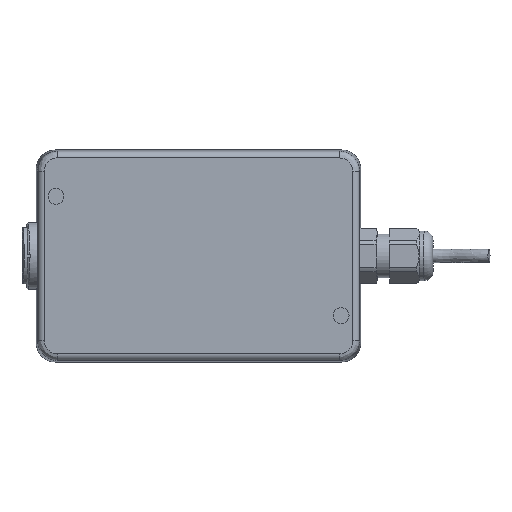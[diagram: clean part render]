
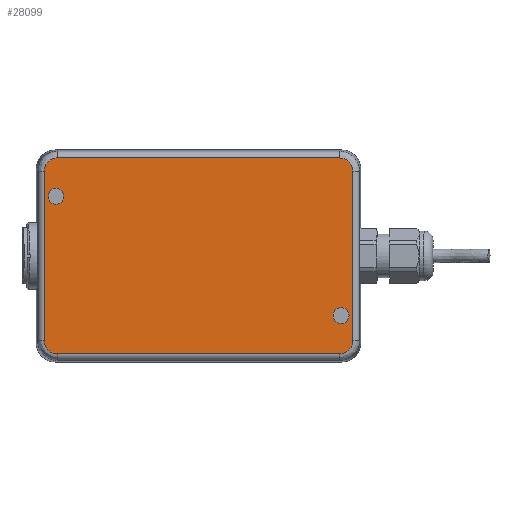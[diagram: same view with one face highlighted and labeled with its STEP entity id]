
A CAD part, top view. The second image highlights one B-rep face of the part: STEP entity #28099.
In plain terms, the highlighted planar face has unit normal (0, 0, 1).
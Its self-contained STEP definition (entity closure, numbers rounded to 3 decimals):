
#709=PLANE('',#29906);
#1604=ELLIPSE('',#29885,4.002,4.);
#1605=ELLIPSE('',#29887,4.002,4.);
#1608=ELLIPSE('',#29895,4.002,4.);
#1609=ELLIPSE('',#29897,4.002,4.);
#2150=LINE('',#40293,#4771);
#2152=LINE('',#40429,#4773);
#2153=LINE('',#40434,#4774);
#2155=LINE('',#40567,#4776);
#4771=VECTOR('',#32409,51.085);
#4773=VECTOR('',#32427,85.085);
#4774=VECTOR('',#32432,85.085);
#4776=VECTOR('',#32448,51.085);
#7554=FACE_BOUND('',#9579,.T.);
#7555=FACE_BOUND('',#9580,.T.);
#7944=FACE_OUTER_BOUND('',#9578,.T.);
#9578=EDGE_LOOP('',(#19108,#19109,#19110,#19111,#19112,#19113,#19114,#19115));
#9579=EDGE_LOOP('',(#19116));
#9580=EDGE_LOOP('',(#19117));
#11336=CIRCLE('',#29833,2.4);
#11340=CIRCLE('',#29839,2.4);
#11980=VERTEX_POINT('',#40142);
#11984=VERTEX_POINT('',#40152);
#12024=VERTEX_POINT('',#40286);
#12027=VERTEX_POINT('',#40291);
#12028=VERTEX_POINT('',#40354);
#12031=VERTEX_POINT('',#40420);
#12032=VERTEX_POINT('',#40425);
#12035=VERTEX_POINT('',#40432);
#12036=VERTEX_POINT('',#40496);
#12039=VERTEX_POINT('',#40562);
#14741=EDGE_CURVE('',#11980,#11980,#11336,.T.);
#14745=EDGE_CURVE('',#11984,#11984,#11340,.T.);
#14790=EDGE_CURVE('',#12027,#12024,#2150,.T.);
#14793=EDGE_CURVE('',#12024,#12028,#1604,.T.);
#14795=EDGE_CURVE('',#12031,#12027,#1605,.T.);
#14799=EDGE_CURVE('',#12028,#12032,#2152,.T.);
#14801=EDGE_CURVE('',#12035,#12031,#2153,.T.);
#14805=EDGE_CURVE('',#12032,#12036,#1608,.T.);
#14807=EDGE_CURVE('',#12039,#12035,#1609,.T.);
#14809=EDGE_CURVE('',#12036,#12039,#2155,.T.);
#19108=ORIENTED_EDGE('',*,*,#14790,.F.);
#19109=ORIENTED_EDGE('',*,*,#14795,.F.);
#19110=ORIENTED_EDGE('',*,*,#14801,.F.);
#19111=ORIENTED_EDGE('',*,*,#14807,.F.);
#19112=ORIENTED_EDGE('',*,*,#14809,.F.);
#19113=ORIENTED_EDGE('',*,*,#14805,.F.);
#19114=ORIENTED_EDGE('',*,*,#14799,.F.);
#19115=ORIENTED_EDGE('',*,*,#14793,.F.);
#19116=ORIENTED_EDGE('',*,*,#14741,.T.);
#19117=ORIENTED_EDGE('',*,*,#14745,.T.);
#28099=ADVANCED_FACE('',(#7944,#7554,#7555),#709,.F.);
#29833=AXIS2_PLACEMENT_3D('',#40143,#32298,#32299);
#29839=AXIS2_PLACEMENT_3D('',#40153,#32310,#32311);
#29885=AXIS2_PLACEMENT_3D('',#40358,#32414,#32415);
#29887=AXIS2_PLACEMENT_3D('',#40422,#32418,#32419);
#29895=AXIS2_PLACEMENT_3D('',#40500,#32438,#32439);
#29897=AXIS2_PLACEMENT_3D('',#40564,#32442,#32443);
#29906=AXIS2_PLACEMENT_3D('',#40587,#32469,#32470);
#32298=DIRECTION('center_axis',(0.,0.,-1.));
#32299=DIRECTION('ref_axis',(1.,0.,0.));
#32310=DIRECTION('center_axis',(0.,0.,-1.));
#32311=DIRECTION('ref_axis',(1.,0.,0.));
#32409=DIRECTION('',(0.,-1.,0.));
#32414=DIRECTION('center_axis',(0.,0.,-1.));
#32415=DIRECTION('ref_axis',(0.707,-0.707,0.));
#32418=DIRECTION('center_axis',(0.,0.,-1.));
#32419=DIRECTION('ref_axis',(0.707,0.707,0.));
#32427=DIRECTION('',(-1.,0.,0.));
#32432=DIRECTION('',(1.,0.,0.));
#32438=DIRECTION('center_axis',(0.,0.,-1.));
#32439=DIRECTION('ref_axis',(-0.707,-0.707,0.));
#32442=DIRECTION('center_axis',(0.,0.,-1.));
#32443=DIRECTION('ref_axis',(-0.707,0.707,0.));
#32448=DIRECTION('',(0.,1.,0.));
#32469=DIRECTION('center_axis',(0.,0.,-1.));
#32470=DIRECTION('ref_axis',(1.,0.,0.));
#40142=CARTESIAN_POINT('',(400.263,404.93,34.));
#40143=CARTESIAN_POINT('Origin',(402.663,404.93,34.));
#40152=CARTESIAN_POINT('',(486.263,368.93,34.));
#40153=CARTESIAN_POINT('Origin',(488.663,368.93,34.));
#40286=CARTESIAN_POINT('',(492.205,361.388,34.));
#40291=CARTESIAN_POINT('',(492.205,412.473,34.));
#40293=CARTESIAN_POINT('',(492.205,412.473,34.));
#40354=CARTESIAN_POINT('',(488.206,357.389,34.));
#40358=CARTESIAN_POINT('Origin',(488.204,361.39,34.));
#40420=CARTESIAN_POINT('',(488.206,416.472,34.));
#40422=CARTESIAN_POINT('Origin',(488.204,412.471,34.));
#40425=CARTESIAN_POINT('',(403.121,357.389,34.));
#40429=CARTESIAN_POINT('',(488.206,357.389,34.));
#40432=CARTESIAN_POINT('',(403.121,416.472,34.));
#40434=CARTESIAN_POINT('',(403.121,416.472,34.));
#40496=CARTESIAN_POINT('',(399.122,361.388,34.));
#40500=CARTESIAN_POINT('Origin',(403.123,361.39,34.));
#40562=CARTESIAN_POINT('',(399.122,412.473,34.));
#40564=CARTESIAN_POINT('Origin',(403.123,412.471,34.));
#40567=CARTESIAN_POINT('',(399.122,361.388,34.));
#40587=CARTESIAN_POINT('Origin',(445.663,386.93,34.));
